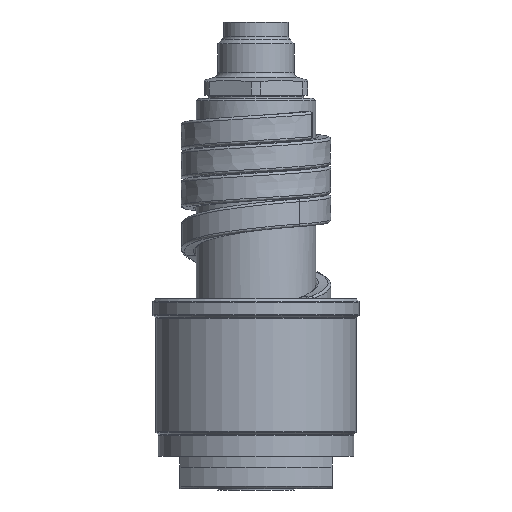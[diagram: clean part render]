
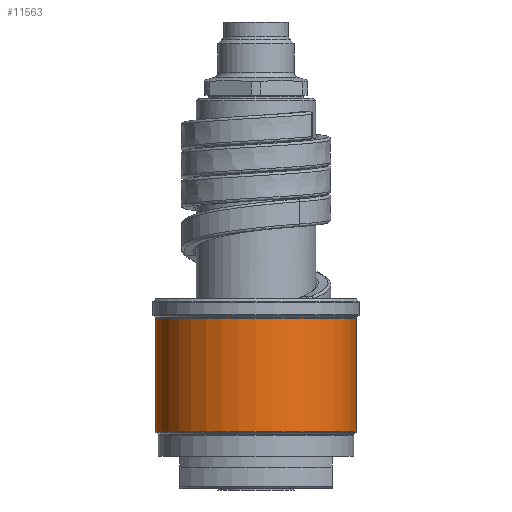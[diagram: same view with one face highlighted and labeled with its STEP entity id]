
A CAD part, front view. The second image highlights one B-rep face of the part: STEP entity #11563.
In plain terms, the highlighted cylindrical face has radius 18.5 mm (diameter 37 mm), a partial arc.
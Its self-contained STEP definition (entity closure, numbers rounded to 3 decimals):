
#3837=CARTESIAN_POINT('',(0.,0.,10.583));
#3838=DIRECTION('',(0.,0.,1.));
#3839=DIRECTION('',(-1.,0.,0.));
#3840=AXIS2_PLACEMENT_3D('',#3837,#3838,#3839);
#3842=DIRECTION('',(0.,0.,-1.));
#3843=VECTOR('',#3842,20.834);
#3844=CARTESIAN_POINT('',(-18.5,0.,31.417));
#3845=LINE('',#3844,#3843);
#3846=CARTESIAN_POINT('',(0.,0.,31.417));
#3847=DIRECTION('',(0.,0.,1.));
#3848=DIRECTION('',(-1.,0.,0.));
#3849=AXIS2_PLACEMENT_3D('',#3846,#3847,#3848);
#3851=DIRECTION('',(0.,0.,-1.));
#3852=VECTOR('',#3851,20.834);
#3853=CARTESIAN_POINT('',(18.5,0.,31.417));
#3854=LINE('',#3853,#3852);
#5888=CARTESIAN_POINT('',(18.5,0.,31.417));
#5889=CARTESIAN_POINT('',(-18.5,0.,31.417));
#5890=VERTEX_POINT('',#5888);
#5891=VERTEX_POINT('',#5889);
#5914=CARTESIAN_POINT('',(18.5,0.,10.583));
#5915=VERTEX_POINT('',#5914);
#5916=CARTESIAN_POINT('',(-18.5,0.,10.583));
#5917=VERTEX_POINT('',#5916);
#11551=CARTESIAN_POINT('',(0.,0.,8.75));
#11552=DIRECTION('',(0.,0.,1.));
#11553=DIRECTION('',(-1.,0.,0.));
#11554=AXIS2_PLACEMENT_3D('',#11551,#11552,#11553);
#11555=CYLINDRICAL_SURFACE('',#11554,18.5);
#11556=ORIENTED_EDGE('',*,*,#9200,.F.);
#11557=ORIENTED_EDGE('',*,*,#9181,.F.);
#11559=ORIENTED_EDGE('',*,*,#11558,.T.);
#11560=ORIENTED_EDGE('',*,*,#9177,.T.);
#11561=EDGE_LOOP('',(#11556,#11557,#11559,#11560));
#11562=FACE_OUTER_BOUND('',#11561,.F.);
#3841=CIRCLE('',#3840,18.5);
#3850=CIRCLE('',#3849,18.5);
#9177=EDGE_CURVE('',#5890,#5915,#3854,.T.);
#9181=EDGE_CURVE('',#5891,#5917,#3845,.T.);
#9200=EDGE_CURVE('',#5917,#5915,#3841,.T.);
#11558=EDGE_CURVE('',#5891,#5890,#3850,.T.);
#11563=ADVANCED_FACE('',(#11562),#11555,.T.);
